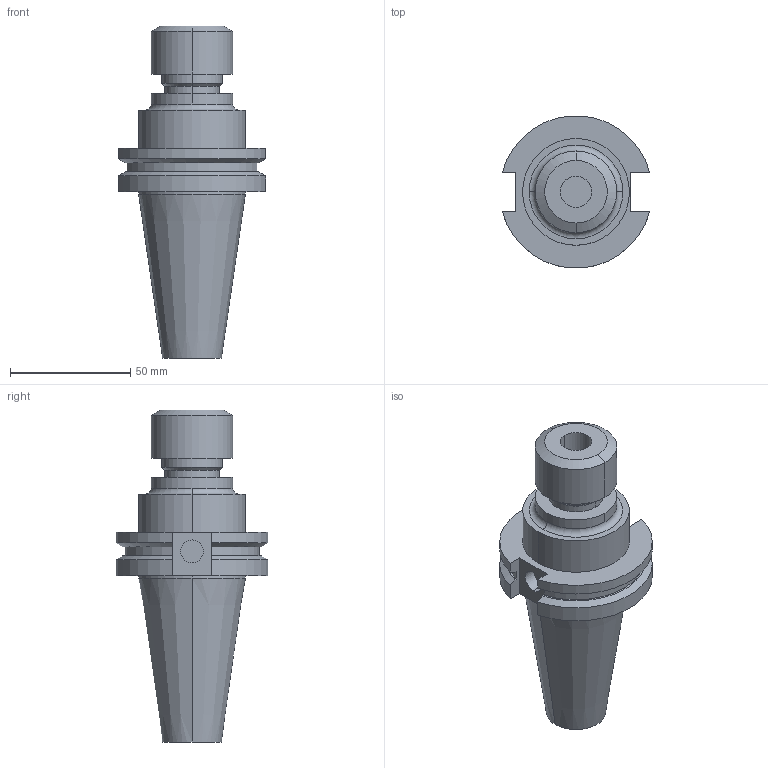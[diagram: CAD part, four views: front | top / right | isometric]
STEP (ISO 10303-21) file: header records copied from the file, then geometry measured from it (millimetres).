
FILE_DESCRIPTION (( 'STEP AP203' ), '1' );
FILE_NAME ('STP-SATE-46.122.20.276.STEP', '2018-10-25T01:03:48', ( '' ), ( '' ), 'SwSTEP 2.0', 'SolidWorks 2015', '' );
FILE_SCHEMA (( 'CONFIG_CONTROL_DESIGN' ));
Length unit declared in the file: millimetre
Products named in the file (1): STP-SATE-46.122.20.276
Bounding box: 61.35 x 63.26 x 138.25 mm (x, y, z)
Volume: 157408.2 mm3; surface area: 26742.3 mm2
Topology: 1 solids, 1 shells, 63 faces, 146 edges, 93 vertices
Faces by surface type: cylinder 28, plane 21, cone 12, torus 2
Entity records: 1881 total; most frequent: DIRECTION 334, CARTESIAN_POINT 325, ORIENTED_EDGE 288, EDGE_CURVE 144, AXIS2_PLACEMENT_3D 134, VERTEX_POINT 93, EDGE_LOOP 73, CIRCLE 70
